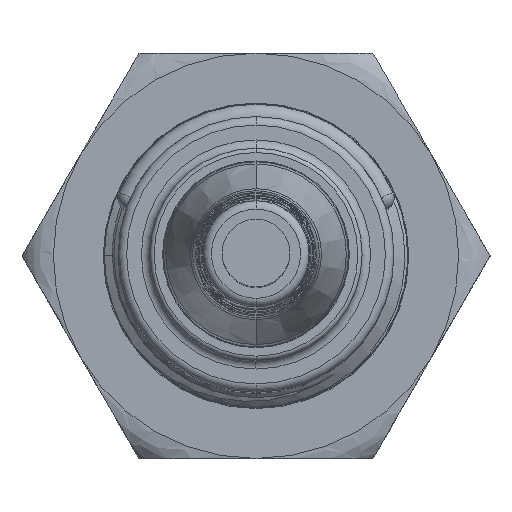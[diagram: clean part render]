
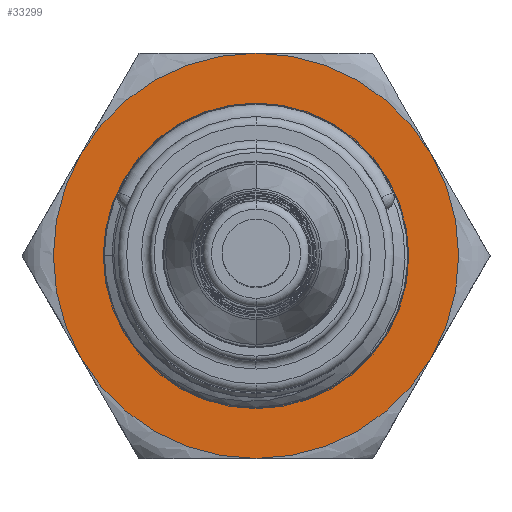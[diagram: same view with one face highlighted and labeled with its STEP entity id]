
A CAD part, top view. The second image highlights one B-rep face of the part: STEP entity #33299.
In plain terms, the highlighted planar face has unit normal (0, 0, 1).
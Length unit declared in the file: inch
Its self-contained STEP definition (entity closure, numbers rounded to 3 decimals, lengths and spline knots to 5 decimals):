
#32722=CARTESIAN_POINT('',(0.00001,0.47,0.16));
#32770=CARTESIAN_POINT('',(0.,0.,0.16));
#32771=DIRECTION('',(0.,0.,1.));
#32772=DIRECTION('',(0.,-1.,0.));
#32773=AXIS2_PLACEMENT_3D('',#32770,#32771,#32772);
#32775=CARTESIAN_POINT('',(0.,0.,0.16));
#32776=DIRECTION('',(0.,0.,1.));
#32777=DIRECTION('',(-0.866,-0.5,0.));
#32778=AXIS2_PLACEMENT_3D('',#32775,#32776,#32777);
#32780=CARTESIAN_POINT('',(0.,0.,0.16));
#32781=DIRECTION('',(0.,0.,1.));
#32782=DIRECTION('',(0.,1.,0.));
#32783=AXIS2_PLACEMENT_3D('',#32780,#32781,#32782);
#32785=CARTESIAN_POINT('',(0.,0.,0.16));
#32786=DIRECTION('',(0.,0.,1.));
#32787=DIRECTION('',(0.866,0.5,0.));
#32788=AXIS2_PLACEMENT_3D('',#32785,#32786,#32787);
#32790=CARTESIAN_POINT('',(0.,0.,0.16));
#32791=DIRECTION('',(0.,0.,1.));
#32792=DIRECTION('',(-1.,0.,0.));
#32793=AXIS2_PLACEMENT_3D('',#32790,#32791,#32792);
#32795=CARTESIAN_POINT('',(0.,0.,0.16));
#32796=DIRECTION('',(0.,0.,1.));
#32797=DIRECTION('',(1.,0.,0.));
#32798=AXIS2_PLACEMENT_3D('',#32795,#32796,#32797);
#32800=CARTESIAN_POINT('',(0.,0.,0.16));
#32801=DIRECTION('',(0.,0.,1.));
#32802=DIRECTION('',(-0.866,0.5,0.));
#32803=AXIS2_PLACEMENT_3D('',#32800,#32801,#32802);
#32805=CARTESIAN_POINT('',(0.,0.,0.16));
#32806=DIRECTION('',(0.,0.,1.));
#32807=DIRECTION('',(0.866,-0.5,0.));
#32808=AXIS2_PLACEMENT_3D('',#32805,#32806,#32807);
#32821=CARTESIAN_POINT('',(0.40704,0.23499,0.16));
#32880=CARTESIAN_POINT('',(0.40701,-0.23503,0.16));
#32938=CARTESIAN_POINT('',(-0.00001,-0.47,0.16));
#32997=CARTESIAN_POINT('',(-0.40704,-0.23499,0.16));
#33061=CARTESIAN_POINT('',(-0.40701,0.23503,0.16));
#33116=VERTEX_POINT('',#33061);
#33118=VERTEX_POINT('',#32997);
#33120=VERTEX_POINT('',#32938);
#33122=VERTEX_POINT('',#32880);
#33124=VERTEX_POINT('',#32821);
#33126=VERTEX_POINT('',#32722);
#33149=CARTESIAN_POINT('',(-0.3345,0.,0.16));
#33150=CARTESIAN_POINT('',(0.3345,0.,0.16));
#33151=VERTEX_POINT('',#33149);
#33152=VERTEX_POINT('',#33150);
#33275=CARTESIAN_POINT('',(0.,0.,0.16));
#33276=DIRECTION('',(0.,0.,1.));
#33277=DIRECTION('',(1.,0.,0.));
#33278=AXIS2_PLACEMENT_3D('',#33275,#33276,#33277);
#33279=PLANE('',#33278);
#33281=ORIENTED_EDGE('',*,*,#33280,.F.);
#33283=ORIENTED_EDGE('',*,*,#33282,.F.);
#33285=ORIENTED_EDGE('',*,*,#33284,.F.);
#33287=ORIENTED_EDGE('',*,*,#33286,.F.);
#33288=ORIENTED_EDGE('',*,*,#33268,.F.);
#33290=ORIENTED_EDGE('',*,*,#33289,.F.);
#33291=EDGE_LOOP('',(#33281,#33283,#33285,#33287,#33288,#33290));
#33292=FACE_OUTER_BOUND('',#33291,.F.);
#33294=ORIENTED_EDGE('',*,*,#33293,.T.);
#33296=ORIENTED_EDGE('',*,*,#33295,.T.);
#33297=EDGE_LOOP('',(#33294,#33296));
#33298=FACE_BOUND('',#33297,.F.);
#33299=ADVANCED_FACE('',(#33292,#33298),#33279,.T.);
#32774=CIRCLE('',#32773,0.47);
#32779=CIRCLE('',#32778,0.47);
#32784=CIRCLE('',#32783,0.47);
#32789=CIRCLE('',#32788,0.47);
#32794=CIRCLE('',#32793,0.3345);
#32799=CIRCLE('',#32798,0.3345);
#32804=CIRCLE('',#32803,0.47);
#32809=CIRCLE('',#32808,0.47);
#33268=EDGE_CURVE('',#33126,#33116,#32784,.T.);
#33280=EDGE_CURVE('',#33122,#33124,#32809,.T.);
#33282=EDGE_CURVE('',#33120,#33122,#32774,.T.);
#33284=EDGE_CURVE('',#33118,#33120,#32779,.T.);
#33286=EDGE_CURVE('',#33116,#33118,#32804,.T.);
#33289=EDGE_CURVE('',#33124,#33126,#32789,.T.);
#33293=EDGE_CURVE('',#33151,#33152,#32794,.T.);
#33295=EDGE_CURVE('',#33152,#33151,#32799,.T.);
